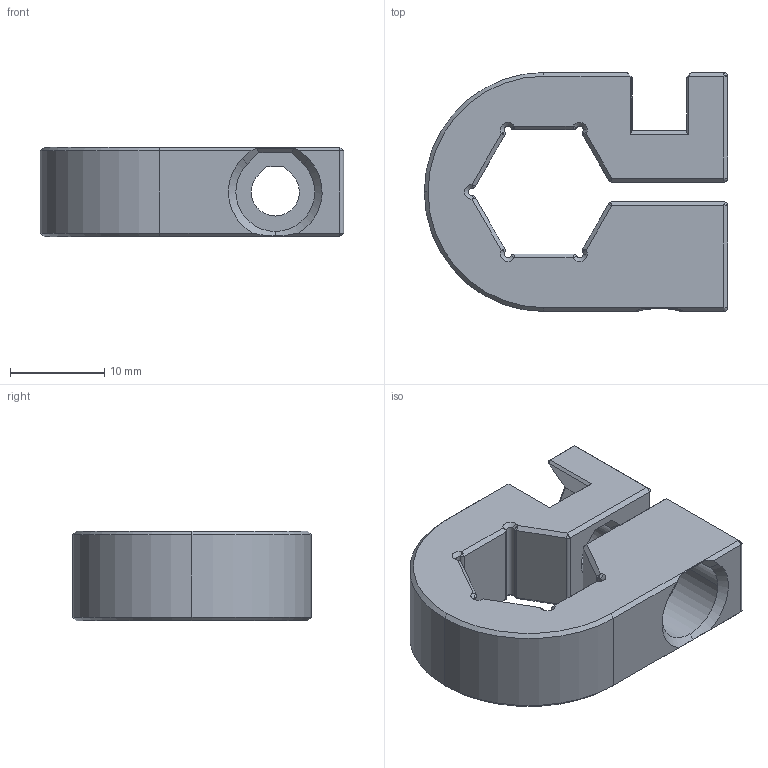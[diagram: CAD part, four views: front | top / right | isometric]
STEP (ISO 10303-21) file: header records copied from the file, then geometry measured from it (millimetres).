
FILE_DESCRIPTION (( 'STEP AP214' ), '1' );
FILE_NAME ('500 HEX Collar 10-32 3D V2.STEP', '2024-07-04T23:22:33', ( '' ), ( '' ), 'SwSTEP 2.0', 'SolidWorks 2023', '' );
FILE_SCHEMA (( 'AUTOMOTIVE_DESIGN' ));
Length unit declared in the file: inch
Products named in the file (1): 500 HEX Collar 10-32 3D V2
Bounding box: 32.26 x 25.4 x 9.53 mm (x, y, z)
Volume: 4322 mm3; surface area: 3001.5 mm2
Topology: 1 solids, 1 shells, 176 faces, 437 edges, 227 vertices
Faces by surface type: plane 80, cone 59, cylinder 37
Entity records: 4820 total; most frequent: DIRECTION 859, CARTESIAN_POINT 811, ORIENTED_EDGE 802, EDGE_CURVE 401, LINE 293, VECTOR 293, AXIS2_PLACEMENT_3D 283, VERTEX_POINT 227
